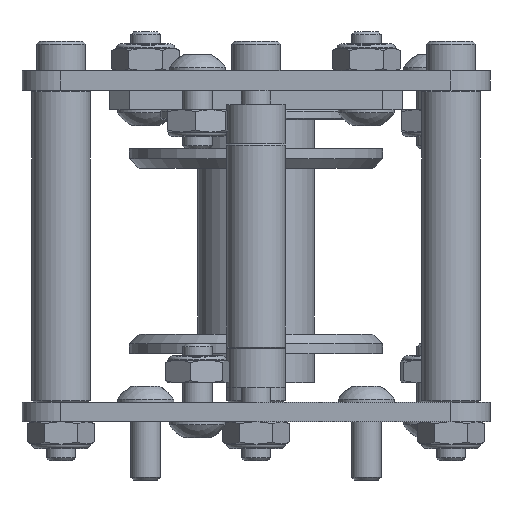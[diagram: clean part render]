
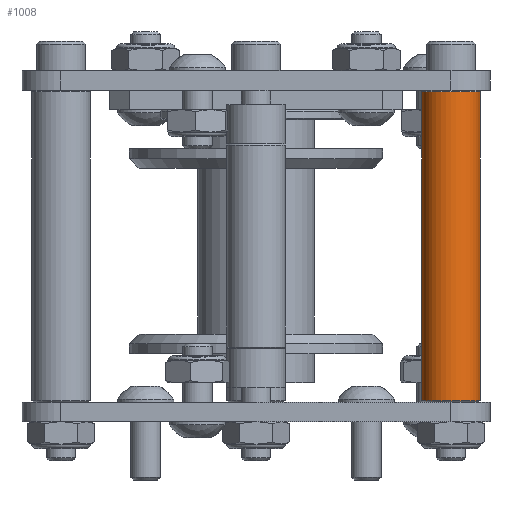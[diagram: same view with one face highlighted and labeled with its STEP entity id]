
A CAD part, left-side view. The second image highlights one B-rep face of the part: STEP entity #1008.
In plain terms, the highlighted cylindrical face has radius 4.763 mm (diameter 9.525 mm), a full revolution.
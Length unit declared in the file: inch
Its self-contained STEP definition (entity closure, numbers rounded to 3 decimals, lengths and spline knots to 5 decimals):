
#78 = CARTESIAN_POINT ( 'NONE',  ( 0., 2., 0. ) ) ;
#700 = DIRECTION ( 'NONE',  ( 0., 0., 1. ) ) ;
#825 = AXIS2_PLACEMENT_3D ( 'NONE', #7266, #6641, #700 ) ;
#1008 = ADVANCED_FACE ( 'NONE', ( #2893, #1134 ), #4766, .T. ) ;
#1134 = FACE_OUTER_BOUND ( 'NONE', #6005, .T. ) ;
#1135 = DIRECTION ( 'NONE',  ( 0., 0., 1. ) ) ;
#1355 = CARTESIAN_POINT ( 'NONE',  ( 0., 0.01, 0.1875 ) ) ;
#1844 = DIRECTION ( 'NONE',  ( 0., 0., -1. ) ) ;
#2305 = DIRECTION ( 'NONE',  ( 0., -1., 0. ) ) ;
#2411 = AXIS2_PLACEMENT_3D ( 'NONE', #3509, #6494, #1135 ) ;
#2580 = CIRCLE ( 'NONE', #825, 0.1875 ) ;
#2893 = FACE_OUTER_BOUND ( 'NONE', #6030, .T. ) ;
#3121 = ORIENTED_EDGE ( 'NONE', *, *, #3710, .T. ) ;
#3392 = ORIENTED_EDGE ( 'NONE', *, *, #6631, .T. ) ;
#3509 = CARTESIAN_POINT ( 'NONE',  ( 0., 0.01, 0. ) ) ;
#3710 = EDGE_CURVE ( 'NONE', #6185, #6185, #2580, .T. ) ;
#4766 = CYLINDRICAL_SURFACE ( 'NONE', #7343, 0.1875 ) ;
#6005 = EDGE_LOOP ( 'NONE', ( #3121 ) ) ;
#6030 = EDGE_LOOP ( 'NONE', ( #3392 ) ) ;
#6185 = VERTEX_POINT ( 'NONE', #7478 ) ;
#6494 = DIRECTION ( 'NONE',  ( 0., 1., 0. ) ) ;
#6567 = VERTEX_POINT ( 'NONE', #1355 ) ;
#6631 = EDGE_CURVE ( 'NONE', #6567, #6567, #6785, .T. ) ;
#6641 = DIRECTION ( 'NONE',  ( 0., -1., 0. ) ) ;
#6785 = CIRCLE ( 'NONE', #2411, 0.1875 ) ;
#7266 = CARTESIAN_POINT ( 'NONE',  ( 0., 1.99, 0. ) ) ;
#7343 = AXIS2_PLACEMENT_3D ( 'NONE', #78, #2305, #1844 ) ;
#7478 = CARTESIAN_POINT ( 'NONE',  ( 0., 1.99, 0.1875 ) ) ;
